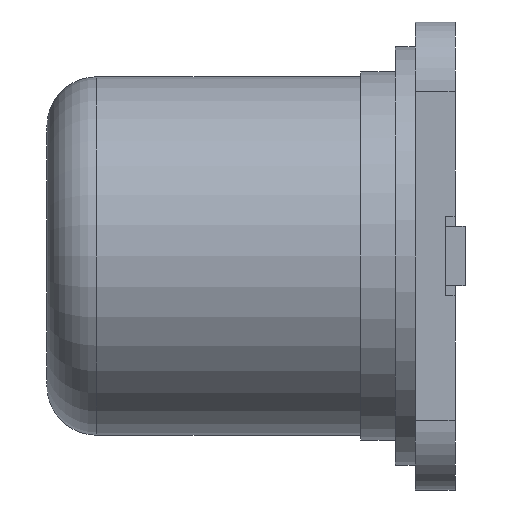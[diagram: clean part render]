
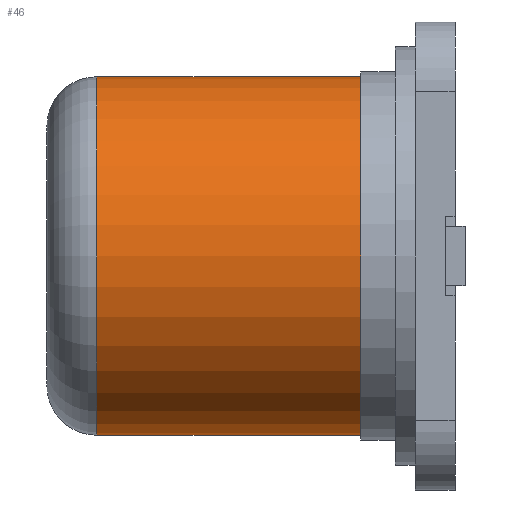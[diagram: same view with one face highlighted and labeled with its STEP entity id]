
A CAD part, left-side view. The second image highlights one B-rep face of the part: STEP entity #46.
In plain terms, the highlighted cylindrical face has radius 1.8 mm (diameter 3.6 mm), a partial arc.
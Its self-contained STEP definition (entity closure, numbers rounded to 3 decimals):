
#13 = CARTESIAN_POINT ( 'NONE',  ( -3.35, 19.311, -1.8 ) ) ;
#46 = ADVANCED_FACE ( 'NONE', ( #896 ), #903, .T. ) ;
#61 = DIRECTION ( 'NONE',  ( 0., -1., 0. ) ) ;
#62 = AXIS2_PLACEMENT_3D ( 'NONE', #1118, #964, #1247 ) ;
#261 = EDGE_CURVE ( 'NONE', #620, #519, #432, .T. ) ;
#262 = ORIENTED_EDGE ( 'NONE', *, *, #969, .T. ) ;
#290 = DIRECTION ( 'NONE',  ( 0., 0., 1. ) ) ;
#382 = DIRECTION ( 'NONE',  ( 0., 0., -1. ) ) ;
#432 = LINE ( 'NONE', #1057, #802 ) ;
#457 = CARTESIAN_POINT ( 'NONE',  ( -3.35, 3.7, 1.8 ) ) ;
#472 = ORIENTED_EDGE ( 'NONE', *, *, #1003, .T. ) ;
#519 = VERTEX_POINT ( 'NONE', #1013 ) ;
#529 = ORIENTED_EDGE ( 'NONE', *, *, #1513, .T. ) ;
#579 = AXIS2_PLACEMENT_3D ( 'NONE', #1411, #1167, #382 ) ;
#620 = VERTEX_POINT ( 'NONE', #457 ) ;
#658 = DIRECTION ( 'NONE',  ( 0., 1., 0. ) ) ;
#802 = VECTOR ( 'NONE', #61, 1000. ) ;
#815 = CARTESIAN_POINT ( 'NONE',  ( -3.35, 1.05, -1.8 ) ) ;
#896 = FACE_OUTER_BOUND ( 'NONE', #1164, .T. ) ;
#900 = CARTESIAN_POINT ( 'NONE',  ( -3.35, 3.7, -1.8 ) ) ;
#903 = CYLINDRICAL_SURFACE ( 'NONE', #579, 1.8 ) ;
#911 = AXIS2_PLACEMENT_3D ( 'NONE', #1551, #658, #290 ) ;
#964 = DIRECTION ( 'NONE',  ( 0., -1., 0. ) ) ;
#969 = EDGE_CURVE ( 'NONE', #1334, #519, #1313, .T. ) ;
#1003 = EDGE_CURVE ( 'NONE', #1546, #1334, #1544, .T. ) ;
#1013 = CARTESIAN_POINT ( 'NONE',  ( -3.35, 1.05, 1.8 ) ) ;
#1057 = CARTESIAN_POINT ( 'NONE',  ( -3.35, 19.311, 1.8 ) ) ;
#1118 = CARTESIAN_POINT ( 'NONE',  ( -3.35, 3.7, 0. ) ) ;
#1164 = EDGE_LOOP ( 'NONE', ( #1509, #529, #472, #262 ) ) ;
#1167 = DIRECTION ( 'NONE',  ( 0., -1., 0. ) ) ;
#1187 = CIRCLE ( 'NONE', #62, 1.8 ) ;
#1247 = DIRECTION ( 'NONE',  ( 0., 0., 1. ) ) ;
#1263 = VECTOR ( 'NONE', #1424, 1000. ) ;
#1313 = CIRCLE ( 'NONE', #911, 1.8 ) ;
#1334 = VERTEX_POINT ( 'NONE', #815 ) ;
#1411 = CARTESIAN_POINT ( 'NONE',  ( -3.35, 19.311, 0. ) ) ;
#1424 = DIRECTION ( 'NONE',  ( 0., -1., 0. ) ) ;
#1509 = ORIENTED_EDGE ( 'NONE', *, *, #261, .F. ) ;
#1513 = EDGE_CURVE ( 'NONE', #620, #1546, #1187, .T. ) ;
#1544 = LINE ( 'NONE', #13, #1263 ) ;
#1546 = VERTEX_POINT ( 'NONE', #900 ) ;
#1551 = CARTESIAN_POINT ( 'NONE',  ( -3.35, 1.05, 0. ) ) ;
